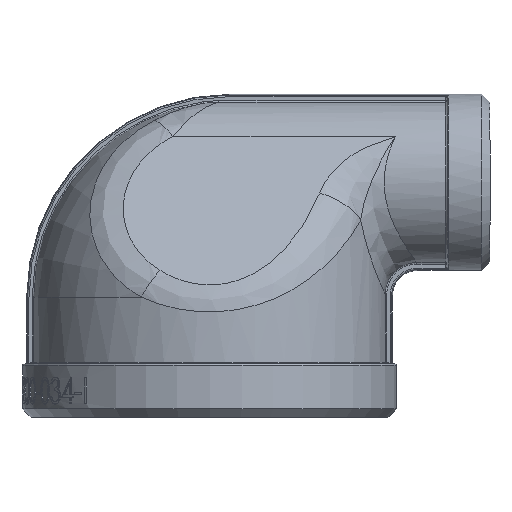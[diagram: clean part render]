
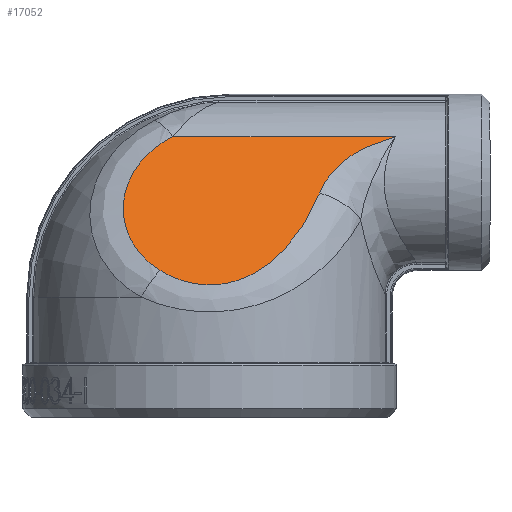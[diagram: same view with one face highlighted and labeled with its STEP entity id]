
A CAD part, top view. The second image highlights one B-rep face of the part: STEP entity #17052.
In plain terms, the highlighted planar face has unit normal (0, 0.56, 0.828).
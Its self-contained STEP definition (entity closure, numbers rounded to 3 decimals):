
#5435 = VERTEX_POINT ( 'NONE', #5541 ) ;
#5461 = VERTEX_POINT ( 'NONE', #5600 ) ;
#5541 = CARTESIAN_POINT ( 'NONE',  ( -6.882, 8.548, 12.629 ) ) ;
#5600 = CARTESIAN_POINT ( 'NONE',  ( 34.804, 8.548, 12.629 ) ) ;
#8716 = AXIS2_PLACEMENT_3D ( 'NONE', #18076, #18084, #18049 ) ;
#12426 = VECTOR ( 'NONE', #22933, 1000. ) ;
#17052 = ADVANCED_FACE ( 'NONE', ( #18069 ), #18070, .F. ) ;
#18049 = DIRECTION ( 'NONE',  ( 0., -0.828, 0.561 ) ) ;
#18069 = FACE_OUTER_BOUND ( 'NONE', #29467, .T. ) ;
#18070 = PLANE ( 'NONE',  #8716 ) ;
#18076 = CARTESIAN_POINT ( 'NONE',  ( 52.5, 8.548, 12.629 ) ) ;
#18084 = DIRECTION ( 'NONE',  ( 0., -0.561, -0.828 ) ) ;
#19019 =( BOUNDED_CURVE ( )  B_SPLINE_CURVE ( 3, ( #23692, #23776, #23838, #23795 ),
 .UNSPECIFIED., .F., .T. ) 
 B_SPLINE_CURVE_WITH_KNOTS ( ( 4, 4 ),
 ( 5.252, 6.68 ),
 .UNSPECIFIED. ) 
 CURVE ( )  GEOMETRIC_REPRESENTATION_ITEM ( )  RATIONAL_B_SPLINE_CURVE ( ( 1., 0.837, 0.837, 1. ) ) 
 REPRESENTATION_ITEM ( '' )  );
#21967 = CARTESIAN_POINT ( 'NONE',  ( -9.282, -16.505, 29.586 ) ) ;
#21996 = CARTESIAN_POINT ( 'NONE',  ( 20.589, -2.025, 19.785 ) ) ;
#22775 = CARTESIAN_POINT ( 'NONE',  ( 34.795, 8.545, 12.631 ) ) ;
#22815 = CARTESIAN_POINT ( 'NONE',  ( 34.804, 8.548, 12.629 ) ) ;
#22845 = CARTESIAN_POINT ( 'NONE',  ( 27.602, 5.797, 14.491 ) ) ;
#22855 = CARTESIAN_POINT ( 'NONE',  ( 33.543, 8.162, 12.89 ) ) ;
#22860 = CARTESIAN_POINT ( 'NONE',  ( 23.34, 2.334, 16.835 ) ) ;
#22870 = CARTESIAN_POINT ( 'NONE',  ( 22.221, 0.97, 17.758 ) ) ;
#22871 = CARTESIAN_POINT ( 'NONE',  ( 34.787, 8.543, 12.633 ) ) ;
#22872 = CARTESIAN_POINT ( 'NONE',  ( 21.288, -0.49, 18.746 ) ) ;
#22874 = CARTESIAN_POINT ( 'NONE',  ( 20.589, -2.025, 19.785 ) ) ;
#22881 = CARTESIAN_POINT ( 'NONE',  ( 20.799, -1.509, 19.436 ) ) ;
#22885 = CARTESIAN_POINT ( 'NONE',  ( 31.084, 7.378, 13.421 ) ) ;
#22886 = CARTESIAN_POINT ( 'NONE',  ( 25.042, 3.996, 15.71 ) ) ;
#22903 = LINE ( 'NONE', #22935, #12426 ) ;
#22933 = DIRECTION ( 'NONE',  ( 1., 0., 0. ) ) ;
#22935 = CARTESIAN_POINT ( 'NONE',  ( 26.25, 8.548, 12.629 ) ) ;
#23692 = CARTESIAN_POINT ( 'NONE',  ( 20.589, -2.025, 19.785 ) ) ;
#23770 = CARTESIAN_POINT ( 'NONE',  ( -13.055, -13.626, 27.637 ) ) ;
#23776 = CARTESIAN_POINT ( 'NONE',  ( 14.157, -17.893, 30.525 ) ) ;
#23779 = CARTESIAN_POINT ( 'NONE',  ( -6.882, 8.548, 12.629 ) ) ;
#23795 = CARTESIAN_POINT ( 'NONE',  ( -9.282, -16.505, 29.586 ) ) ;
#23797 = CARTESIAN_POINT ( 'NONE',  ( -10.644, -15.661, 29.015 ) ) ;
#23801 = CARTESIAN_POINT ( 'NONE',  ( -9.78, 7.072, 13.628 ) ) ;
#23811 = CARTESIAN_POINT ( 'NONE',  ( -16.712, -4.235, 21.281 ) ) ;
#23838 = CARTESIAN_POINT ( 'NONE',  ( 2.262, -23.659, 34.427 ) ) ;
#23843 = CARTESIAN_POINT ( 'NONE',  ( -9.282, -16.505, 29.586 ) ) ;
#23844 = CARTESIAN_POINT ( 'NONE',  ( -14.663, 2.876, 16.468 ) ) ;
#23859 = CARTESIAN_POINT ( 'NONE',  ( -15.421, -9.832, 25.069 ) ) ;
#24560 = VERTEX_POINT ( 'NONE', #21996 ) ;
#24579 = VERTEX_POINT ( 'NONE', #21967 ) ;
#25134 = ORIENTED_EDGE ( 'NONE', *, *, #27455, .F. ) ;
#25146 = ORIENTED_EDGE ( 'NONE', *, *, #27480, .F. ) ;
#25205 = ORIENTED_EDGE ( 'NONE', *, *, #27486, .F. ) ;
#25208 = ORIENTED_EDGE ( 'NONE', *, *, #27453, .F. ) ;
#27453 = EDGE_CURVE ( 'NONE', #24560, #24579, #19019, .T. ) ;
#27455 = EDGE_CURVE ( 'NONE', #24579, #5435, #27683, .T. ) ;
#27480 = EDGE_CURVE ( 'NONE', #5461, #24560, #27665, .T. ) ;
#27486 = EDGE_CURVE ( 'NONE', #5435, #5461, #22903, .T. ) ;
#27665 = B_SPLINE_CURVE_WITH_KNOTS ( 'NONE', 3,
 ( #22815, #22775, #22871, #22855, #22885, #22845, #22886, #22860, #22870, #22872, #22881, #22874 ),
 .UNSPECIFIED., .F., .F.,
 ( 4, 2, 1, 1, 1, 1, 1, 1, 4 ),
 ( -0.003, 0., 0.395, 0.79, 1.184, 1.382, 1.579, 1.776, 1.974 ),
 .UNSPECIFIED. ) ;
#27683 = B_SPLINE_CURVE_WITH_KNOTS ( 'NONE', 3,
 ( #23843, #23797, #23770, #23859, #23811, #23844, #23801, #23779 ),
 .UNSPECIFIED., .F., .F.,
 ( 4, 1, 1, 1, 1, 4 ),
 ( 0., 0.51, 1.021, 1.531, 2.552, 3.572 ),
 .UNSPECIFIED. ) ;
#29467 = EDGE_LOOP ( 'NONE', ( #25146, #25205, #25134, #25208 ) ) ;
